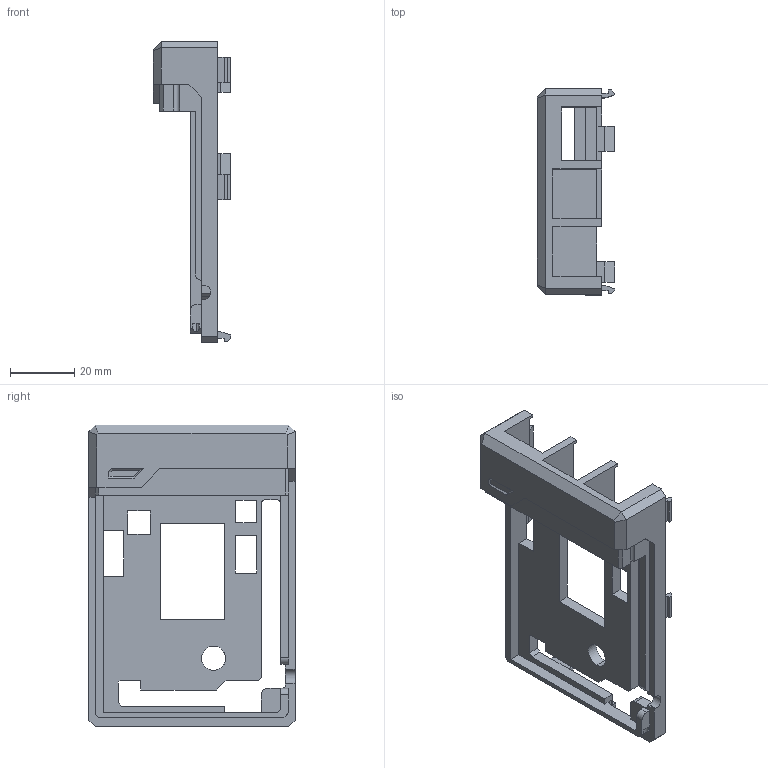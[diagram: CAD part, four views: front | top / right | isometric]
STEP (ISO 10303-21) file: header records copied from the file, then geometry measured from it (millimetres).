
FILE_DESCRIPTION (( 'STEP AP214' ), '1' );
FILE_NAME ('笢褲.STEP', '2023-05-08T10:18:03', ( '' ), ( '' ), 'SwSTEP 2.0', 'SolidWorks 2022', '' );
FILE_SCHEMA (( 'AUTOMOTIVE_DESIGN' ));
Length unit declared in the file: millimetre
Products named in the file (1): 中壳
Bounding box: 24 x 64.2 x 94 mm (x, y, z)
Volume: 25357.4 mm3; surface area: 17781 mm2
Topology: 1 solids, 1 shells, 258 faces, 763 edges, 501 vertices
Faces by surface type: plane 215, cylinder 35, cone 8
Entity records: 8529 total; most frequent: CARTESIAN_POINT 1531, ORIENTED_EDGE 1518, DIRECTION 1353, EDGE_CURVE 759, LINE 675, VECTOR 675, VERTEX_POINT 501, AXIS2_PLACEMENT_3D 339
